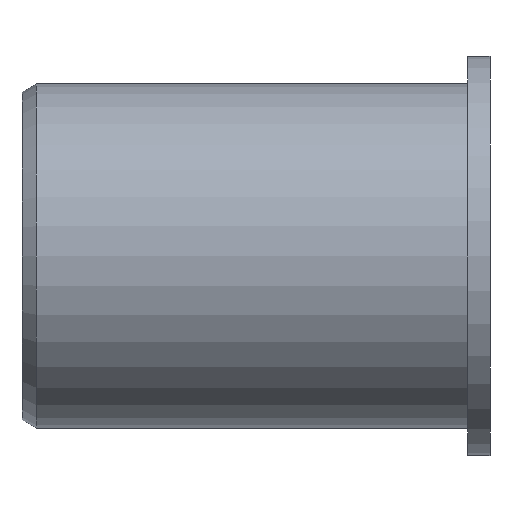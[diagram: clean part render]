
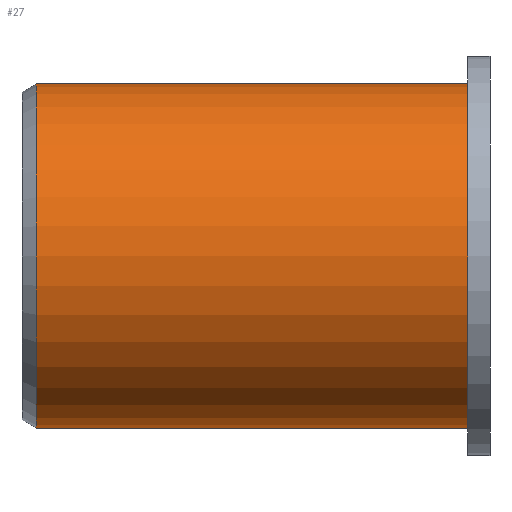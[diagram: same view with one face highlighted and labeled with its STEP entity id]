
A CAD part, left-side view. The second image highlights one B-rep face of the part: STEP entity #27.
In plain terms, the highlighted cylindrical face has radius 6.25 mm (diameter 12.5 mm), a partial arc.
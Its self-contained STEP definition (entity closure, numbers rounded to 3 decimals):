
#4 = LINE ( 'NONE', #320, #139 ) ;
#6 = LINE ( 'NONE', #315, #141 ) ;
#16 = EDGE_CURVE ( 'NONE', #89, #92, #126, .T. ) ;
#17 = EDGE_CURVE ( 'NONE', #95, #96, #108, .T. ) ;
#27 = ADVANCED_FACE ( 'NONE', ( #216 ), #209, .T. ) ;
#39 = EDGE_CURVE ( 'NONE', #89, #95, #6, .T. ) ;
#41 = EDGE_CURVE ( 'NONE', #92, #96, #4, .T. ) ;
#89 = VERTEX_POINT ( 'NONE', #343 ) ;
#92 = VERTEX_POINT ( 'NONE', #346 ) ;
#95 = VERTEX_POINT ( 'NONE', #349 ) ;
#96 = VERTEX_POINT ( 'NONE', #350 ) ;
#102 = AXIS2_PLACEMENT_3D ( 'NONE', #259, #260, #261 ) ;
#108 = CIRCLE ( 'NONE', #102, 6.25 ) ;
#124 = AXIS2_PLACEMENT_3D ( 'NONE', #256, #257, #258 ) ;
#126 = CIRCLE ( 'NONE', #124, 6.25 ) ;
#139 = VECTOR ( 'NONE', #321, 1000. ) ;
#141 = VECTOR ( 'NONE', #316, 1000. ) ;
#165 = AXIS2_PLACEMENT_3D ( 'NONE', #281, #282, #283 ) ;
#209 = CYLINDRICAL_SURFACE ( 'NONE', #165, 6.25 ) ;
#215 = ORIENTED_EDGE ( 'NONE', *, *, #41, .T. ) ;
#216 = FACE_OUTER_BOUND ( 'NONE', #237, .T. ) ;
#227 = ORIENTED_EDGE ( 'NONE', *, *, #17, .F. ) ;
#229 = ORIENTED_EDGE ( 'NONE', *, *, #16, .T. ) ;
#237 = EDGE_LOOP ( 'NONE', ( #247, #229, #215, #227 ) ) ;
#247 = ORIENTED_EDGE ( 'NONE', *, *, #39, .F. ) ;
#256 = CARTESIAN_POINT ( 'NONE',  ( 0., 16.48, 0. ) ) ;
#257 = DIRECTION ( 'NONE',  ( 0., -1., 0. ) ) ;
#258 = DIRECTION ( 'NONE',  ( 0., 0., -1. ) ) ;
#259 = CARTESIAN_POINT ( 'NONE',  ( 0., 0.8, 0. ) ) ;
#260 = DIRECTION ( 'NONE',  ( 0., -1., 0. ) ) ;
#261 = DIRECTION ( 'NONE',  ( 0., 0., -1. ) ) ;
#281 = CARTESIAN_POINT ( 'NONE',  ( 0., -12.78, 0. ) ) ;
#282 = DIRECTION ( 'NONE',  ( 0., -1., 0. ) ) ;
#283 = DIRECTION ( 'NONE',  ( 0., 0., -1. ) ) ;
#315 = CARTESIAN_POINT ( 'NONE',  ( 0., -12.78, 6.25 ) ) ;
#316 = DIRECTION ( 'NONE',  ( 0., -1., 0. ) ) ;
#320 = CARTESIAN_POINT ( 'NONE',  ( 0., -12.78, -6.25 ) ) ;
#321 = DIRECTION ( 'NONE',  ( 0., -1., 0. ) ) ;
#343 = CARTESIAN_POINT ( 'NONE',  ( 0., 16.48, 6.25 ) ) ;
#346 = CARTESIAN_POINT ( 'NONE',  ( 0., 16.48, -6.25 ) ) ;
#349 = CARTESIAN_POINT ( 'NONE',  ( 0., 0.8, 6.25 ) ) ;
#350 = CARTESIAN_POINT ( 'NONE',  ( 0., 0.8, -6.25 ) ) ;
